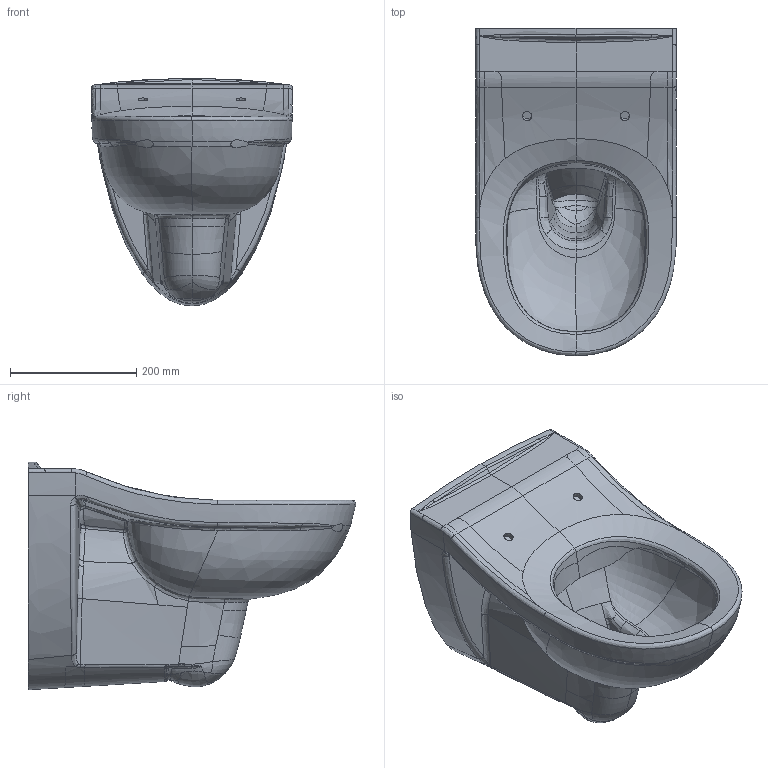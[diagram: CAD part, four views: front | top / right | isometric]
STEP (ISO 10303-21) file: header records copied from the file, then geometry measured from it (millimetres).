
FILE_DESCRIPTION(/* description */ (''),/* implementation_level */ '2;1');
FILE_NAME(/* name */ '4690_RO_Onovo.stp',/* time_stamp */ '2019-04-02T15:04:13+02:00',/* author */ (''),/* organization */ (''),/* preprocessor_version */ 'ST-DEVELOPER v16',/* originating_system */ 'SIEMENS PLM Software NX 10.0',/* authorisation */ '');
FILE_SCHEMA (('AUTOMOTIVE_DESIGN { 1 0 10303 214 3 1 1 1 }'));
Products named in the file (1): Sier03A0DAC7byx2
Bounding box: 317.99 x 518.76 x 360.34 mm (x, y, z)
Volume: 15819784.9 mm3; surface area: 822339.7 mm2
Topology: 1 solids, 1 shells, 400 faces, 1123 edges, 706 vertices
Faces by surface type: bspline 356, extrusion 20, cylinder 14, sphere 6, plane 4
Entity records: 68689 total; most frequent: CARTESIAN_POINT 61818, ORIENTED_EDGE 2192, EDGE_CURVE 1096, B_SPLINE_CURVE_WITH_KNOTS 896, VERTEX_POINT 704, EDGE_LOOP 406, ADVANCED_FACE 400, FACE_OUTER_BOUND 394
